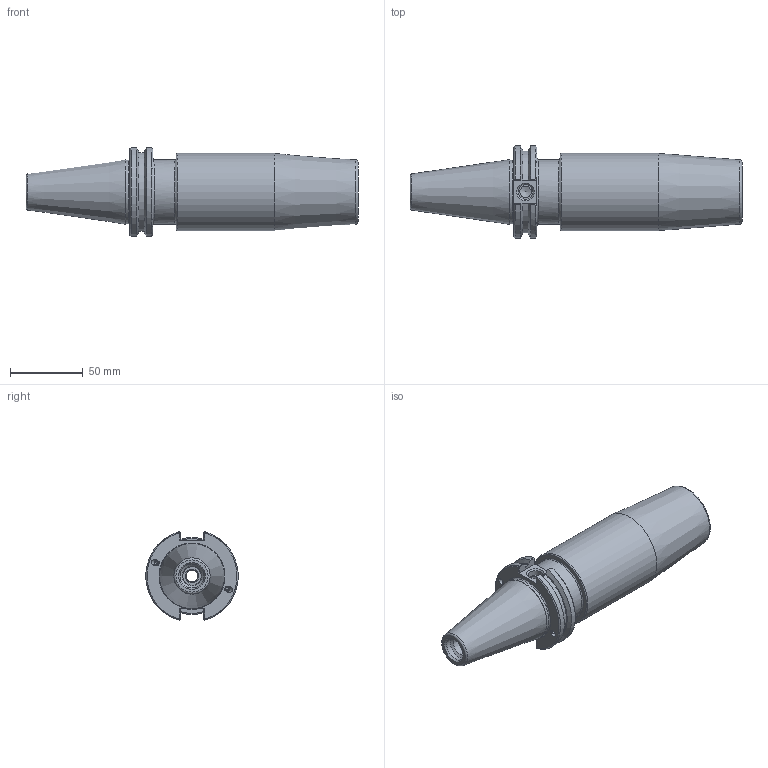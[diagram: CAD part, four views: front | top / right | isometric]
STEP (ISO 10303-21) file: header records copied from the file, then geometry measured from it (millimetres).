
FILE_DESCRIPTION((''),'2;1');
FILE_NAME('INT''C40-10SF630-9.iam.step','2010-04-23T10:11:35',(''),(''),'Autodesk Inventor 2009','Autodesk Inventor 2009','');
FILE_SCHEMA(('AUTOMOTIVE_DESIGN { 1 0 10303 214 1 1 1 1 }'));
Products named in the file (4): C40-10SF630-9; C40BC-10SF630-9-1; 029-965; BS-SFM161-20
Assembly tree (4 placements, depth 2):
  C40-10SF630-9
    C40BC-10SF630-9-1
    029-965  x2
    BS-SFM161-20
Bounding box: 228.26 x 63.37 x 61.05 mm (x, y, z)
Volume: 340084.4 mm3; surface area: 53843.9 mm2
Topology: 4 solids, 4 shells, 133 faces, 315 edges, 202 vertices
Faces by surface type: plane 66, cone 24, cylinder 23, bspline 17, torus 3
Full cylindrical faces by diameter (mm): 3.3 x2, 4 x4, 4.1 x2, 4.2 x2, 25.362 x1, 26.124 x1, 43.942 x1, 44.45 x1, 53 x1
Entity records: 3742 total; most frequent: CARTESIAN_POINT 1098, DIRECTION 490, ORIENTED_EDGE 468, EDGE_CURVE 234, AXIS2_PLACEMENT_3D 192, EDGE_LOOP 172, VERTEX_POINT 170, FACE_OUTER_BOUND 117
